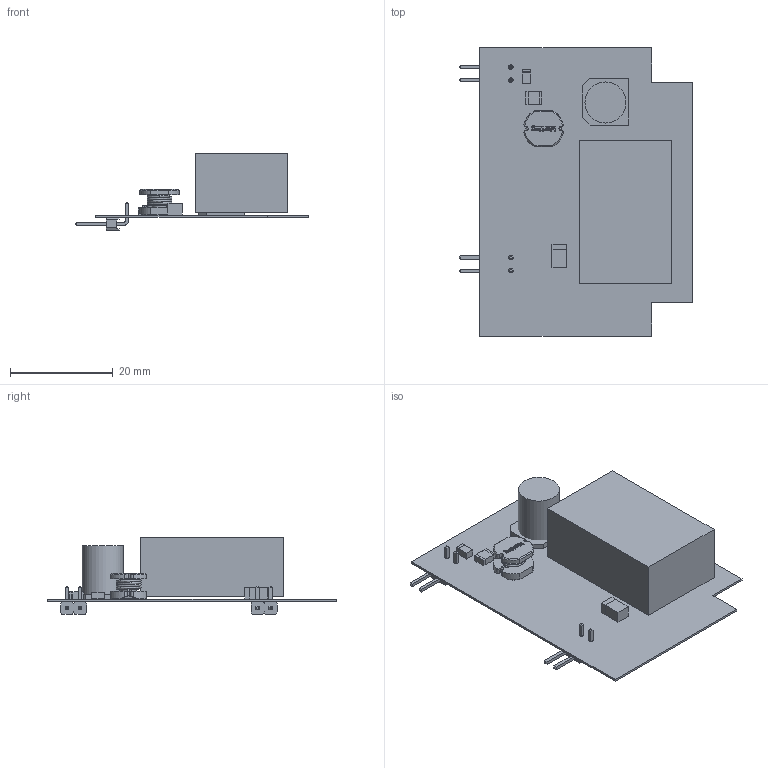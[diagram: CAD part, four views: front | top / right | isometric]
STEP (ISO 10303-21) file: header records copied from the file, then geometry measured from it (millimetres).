
FILE_DESCRIPTION(('Open CASCADE Model'),'2;1');
FILE_NAME('Open CASCADE Shape Model','2014-10-13T17:25:28',('Author'),( 'Open CASCADE'),'Open CASCADE STEP processor 6.5','Open CASCADE 6.5' ,'Unknown');
FILE_SCHEMA(('AUTOMOTIVE_DESIGN { 1 0 10303 214 1 1 1 1 }'));
Length unit declared in the file: millimetre
Products named in the file (34): PCB; Board; L1; WE-PD2_7850_2; 74477510; Lötplatte; C17; 660240664; Cylinder; 1892614736; Extruded; C5; WE-CBF_1210_CBF; Lötende; 7427923; D1; 774767568; 774770384; D3; 774770512; 774770640; JP3; 61300211021; 6130xx11021_PIN; JP7; U6; 774770128
Assembly tree (36 placements, depth 4):
  PCB
    Board
    L1
      WE-PD2_7850_2
        74477510
        Lötplatte
        Lötplatte
    C17
      660240664
        Cylinder
      1892614736
        Extruded
    C5
      WE-CBF_1210_CBF
        Lötende  x2
        7427923
    D1
      774767568
        Extruded
      774770384
        Extruded
    D3
      774770512
        Extruded
      774770640
        Extruded
    JP3
      61300211021
        61300211021
        6130xx11021_PIN  x2
    JP7
      61300211021
        61300211021
        6130xx11021_PIN  x2
    U6
      774770128
        Extruded
Bounding box: 45.46 x 56.2 x 14.98 mm (x, y, z)
Volume: 7566.4 mm3; surface area: 8040.3 mm2
Topology: 20 solids, 20 shells, 428 faces, 1062 edges, 678 vertices
Faces by surface type: plane 311, cylinder 80, extrusion 16, sphere 8, torus 7, cone 4, bspline 2
Full cylindrical faces by diameter (mm): 0.427 x2, 0.443 x2, 0.9 x4, 2.9 x1, 8 x1
Entity records: 25834 total; most frequent: CARTESIAN_POINT 9501, DIRECTION 2509, ORIENTED_EDGE 1616, PCURVE 1616, DEFINITIONAL_REPRESENTATION 1616, VECTOR 1399, LINE 1383, EDGE_CURVE 808
